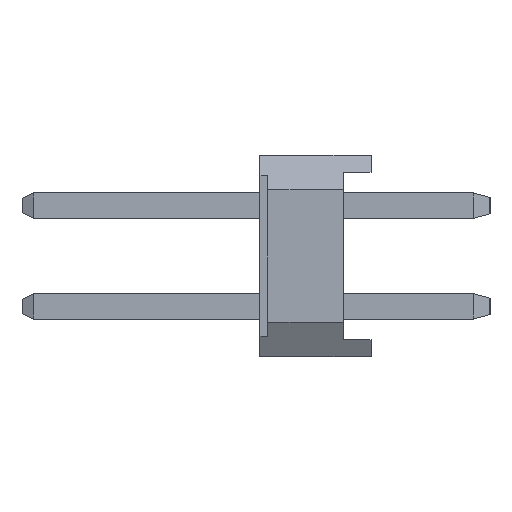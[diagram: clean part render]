
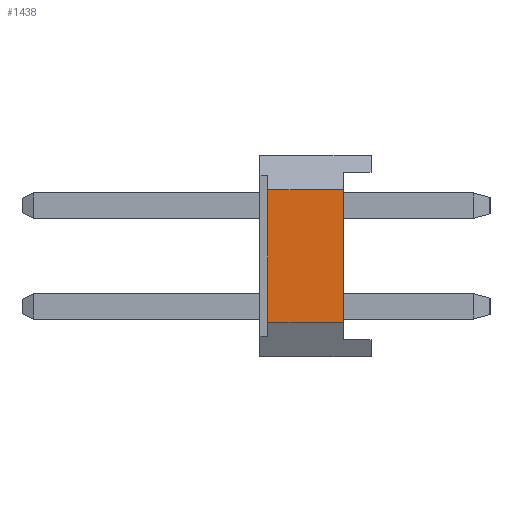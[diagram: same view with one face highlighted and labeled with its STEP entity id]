
A CAD part, left-side view. The second image highlights one B-rep face of the part: STEP entity #1438.
In plain terms, the highlighted planar face has unit normal (-1, 0, 0).
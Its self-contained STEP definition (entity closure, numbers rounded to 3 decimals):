
#1437 = EDGE_CURVE ( 'NONE', #1452, #3419, #8338, .T. ) ;
#1438 = ADVANCED_FACE ( 'NONE', ( #8334 ), #8395, .F. ) ;
#1439 = EDGE_LOOP ( 'NONE', ( #1497, #1500, #1502, #1503 ) ) ;
#1452 = VERTEX_POINT ( 'NONE', #8367 ) ;
#1497 = ORIENTED_EDGE ( 'NONE', *, *, #1498, .F. ) ;
#1498 = EDGE_CURVE ( 'NONE', #1499, #3410, #8487, .T. ) ;
#1499 = VERTEX_POINT ( 'NONE', #8483 ) ;
#1500 = ORIENTED_EDGE ( 'NONE', *, *, #1501, .F. ) ;
#1501 = EDGE_CURVE ( 'NONE', #1452, #1499, #8482, .T. ) ;
#1502 = ORIENTED_EDGE ( 'NONE', *, *, #1437, .T. ) ;
#1503 = ORIENTED_EDGE ( 'NONE', *, *, #3416, .T. ) ;
#3410 = VERTEX_POINT ( 'NONE', #14829 ) ;
#3416 = EDGE_CURVE ( 'NONE', #3419, #3410, #14820, .T. ) ;
#3419 = VERTEX_POINT ( 'NONE', #14816 ) ;
#8334 = FACE_OUTER_BOUND ( 'NONE', #1439, .T. ) ;
#8335 = DIRECTION ( 'NONE',  ( 0., -1., 0. ) ) ;
#8336 = VECTOR ( 'NONE', #8335, 1000. ) ;
#8337 = CARTESIAN_POINT ( 'NONE',  ( -24.13, 2.8, -0.404 ) ) ;
#8338 = LINE ( 'NONE', #8337, #8336 ) ;
#8367 = CARTESIAN_POINT ( 'NONE',  ( -24.13, 2.6, -0.404 ) ) ;
#8391 = DIRECTION ( 'NONE',  ( 0., 0., -1. ) ) ;
#8392 = DIRECTION ( 'NONE',  ( 1., 0., 0. ) ) ;
#8393 = CARTESIAN_POINT ( 'NONE',  ( -24.13, 2.8, -0.404 ) ) ;
#8394 = AXIS2_PLACEMENT_3D ( 'NONE', #8393, #8392, #8391 ) ;
#8395 = PLANE ( 'NONE',  #8394 ) ;
#8479 = DIRECTION ( 'NONE',  ( 0., 0., 1. ) ) ;
#8480 = VECTOR ( 'NONE', #8479, 1000. ) ;
#8481 = CARTESIAN_POINT ( 'NONE',  ( -24.13, 2.6, -1.27 ) ) ;
#8482 = LINE ( 'NONE', #8481, #8480 ) ;
#8483 = CARTESIAN_POINT ( 'NONE',  ( -24.13, 2.6, 2.944 ) ) ;
#8484 = DIRECTION ( 'NONE',  ( 0., -1., 0. ) ) ;
#8485 = VECTOR ( 'NONE', #8484, 1000. ) ;
#8486 = CARTESIAN_POINT ( 'NONE',  ( -24.13, 2.8, 2.944 ) ) ;
#8487 = LINE ( 'NONE', #8486, #8485 ) ;
#14816 = CARTESIAN_POINT ( 'NONE',  ( -24.13, 0.7, -0.404 ) ) ;
#14817 = DIRECTION ( 'NONE',  ( 0., 0., 1. ) ) ;
#14818 = VECTOR ( 'NONE', #14817, 1000. ) ;
#14819 = CARTESIAN_POINT ( 'NONE',  ( -24.13, 0.7, 3.377 ) ) ;
#14820 = LINE ( 'NONE', #14819, #14818 ) ;
#14829 = CARTESIAN_POINT ( 'NONE',  ( -24.13, 0.7, 2.944 ) ) ;
